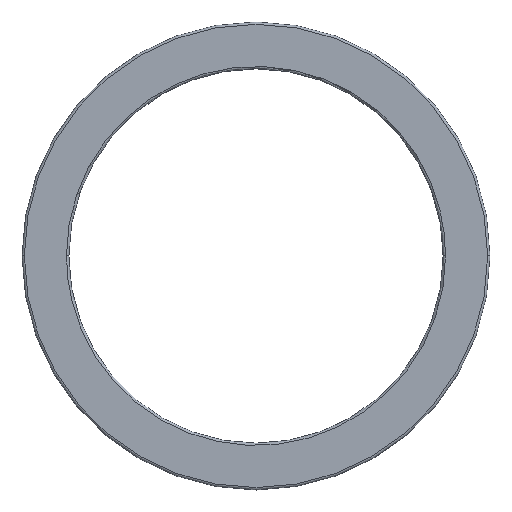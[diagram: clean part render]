
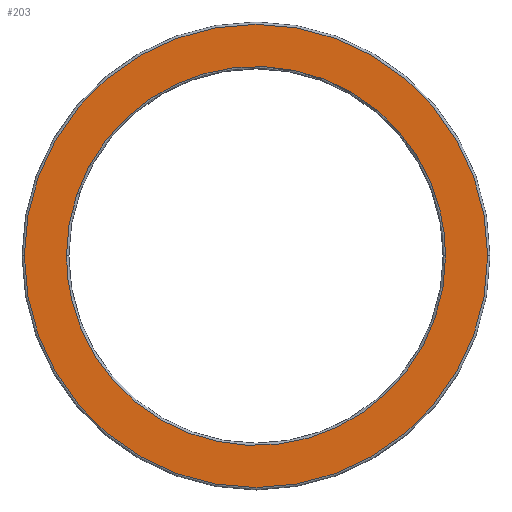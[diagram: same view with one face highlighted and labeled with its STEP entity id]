
A CAD part, top view. The second image highlights one B-rep face of the part: STEP entity #203.
In plain terms, the highlighted planar face has unit normal (0, 0, 1).
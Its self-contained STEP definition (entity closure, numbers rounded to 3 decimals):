
#54=AXIS2_PLACEMENT_3D('Circle Axis2P3D',#52,#53,$) ;
#123=AXIS2_PLACEMENT_3D('Circle Axis2P3D',#121,#122,$) ;
#137=AXIS2_PLACEMENT_3D('Plane Axis2P3D',#134,#135,#136) ;
#49=CARTESIAN_POINT('Vertex',(0.1,10.,2.)) ;
#52=CARTESIAN_POINT('Axis2P3D Location',(10.,10.,2.)) ;
#56=CARTESIAN_POINT('Vertex',(19.9,10.,2.)) ;
#121=CARTESIAN_POINT('Axis2P3D Location',(10.,10.,2.)) ;
#134=CARTESIAN_POINT('Axis2P3D Location',(10.,10.,2.)) ;
#144=CARTESIAN_POINT('Control Point',(18.1,10.,2.)) ;
#145=CARTESIAN_POINT('Control Point',(18.1,9.163,2.)) ;
#146=CARTESIAN_POINT('Control Point',(17.992,8.327,2.)) ;
#147=CARTESIAN_POINT('Control Point',(17.776,7.509,2.)) ;
#148=CARTESIAN_POINT('Control Point',(17.138,5.947,2.)) ;
#149=CARTESIAN_POINT('Control Point',(16.124,4.599,2.)) ;
#150=CARTESIAN_POINT('Control Point',(15.532,3.994,2.)) ;
#151=CARTESIAN_POINT('Control Point',(14.206,2.952,2.)) ;
#152=CARTESIAN_POINT('Control Point',(12.659,2.28,2.)) ;
#153=CARTESIAN_POINT('Control Point',(11.845,2.046,2.)) ;
#154=CARTESIAN_POINT('Control Point',(10.177,1.794,2.)) ;
#155=CARTESIAN_POINT('Control Point',(8.5,1.974,2.)) ;
#156=CARTESIAN_POINT('Control Point',(7.678,2.172,2.)) ;
#157=CARTESIAN_POINT('Control Point',(6.103,2.776,2.)) ;
#158=CARTESIAN_POINT('Control Point',(4.733,3.761,2.)) ;
#159=CARTESIAN_POINT('Control Point',(4.115,4.339,2.)) ;
#160=CARTESIAN_POINT('Control Point',(3.044,5.643,2.)) ;
#161=CARTESIAN_POINT('Control Point',(2.339,7.175,2.)) ;
#162=CARTESIAN_POINT('Control Point',(2.088,7.983,2.)) ;
#163=CARTESIAN_POINT('Control Point',(1.932,8.884,2.)) ;
#164=CARTESIAN_POINT('Control Point',(1.902,9.79,2.)) ;
#165=CARTESIAN_POINT('Control Point',(1.901,9.86,2.)) ;
#166=CARTESIAN_POINT('Control Point',(1.9,9.93,2.)) ;
#167=CARTESIAN_POINT('Control Point',(1.9,10.,2.)) ;
#168=CARTESIAN_POINT('Vertex',(18.1,10.,2.)) ;
#170=CARTESIAN_POINT('Vertex',(1.9,10.,2.)) ;
#174=CARTESIAN_POINT('Control Point',(1.9,10.,2.)) ;
#175=CARTESIAN_POINT('Control Point',(1.9,10.837,2.)) ;
#176=CARTESIAN_POINT('Control Point',(2.008,11.673,2.)) ;
#177=CARTESIAN_POINT('Control Point',(2.224,12.491,2.)) ;
#178=CARTESIAN_POINT('Control Point',(2.862,14.053,2.)) ;
#179=CARTESIAN_POINT('Control Point',(3.876,15.401,2.)) ;
#180=CARTESIAN_POINT('Control Point',(4.468,16.006,2.)) ;
#181=CARTESIAN_POINT('Control Point',(5.794,17.048,2.)) ;
#182=CARTESIAN_POINT('Control Point',(7.341,17.72,2.)) ;
#183=CARTESIAN_POINT('Control Point',(8.155,17.954,2.)) ;
#184=CARTESIAN_POINT('Control Point',(9.823,18.206,2.)) ;
#185=CARTESIAN_POINT('Control Point',(11.5,18.026,2.)) ;
#186=CARTESIAN_POINT('Control Point',(12.322,17.828,2.)) ;
#187=CARTESIAN_POINT('Control Point',(13.897,17.224,2.)) ;
#188=CARTESIAN_POINT('Control Point',(15.267,16.239,2.)) ;
#189=CARTESIAN_POINT('Control Point',(15.885,15.661,2.)) ;
#190=CARTESIAN_POINT('Control Point',(16.956,14.357,2.)) ;
#191=CARTESIAN_POINT('Control Point',(17.661,12.825,2.)) ;
#192=CARTESIAN_POINT('Control Point',(17.912,12.017,2.)) ;
#193=CARTESIAN_POINT('Control Point',(18.068,11.116,2.)) ;
#194=CARTESIAN_POINT('Control Point',(18.098,10.21,2.)) ;
#195=CARTESIAN_POINT('Control Point',(18.099,10.14,2.)) ;
#196=CARTESIAN_POINT('Control Point',(18.1,10.07,2.)) ;
#197=CARTESIAN_POINT('Control Point',(18.1,10.,2.)) ;
#53=DIRECTION('Axis2P3D Direction',(0.,0.,1.)) ;
#122=DIRECTION('Axis2P3D Direction',(0.,0.,1.)) ;
#135=DIRECTION('Axis2P3D Direction',(0.,0.,1.)) ;
#136=DIRECTION('Axis2P3D XDirection',(1.,0.,0.)) ;
#140=ORIENTED_EDGE('',*,*,#58,.T.) ;
#141=ORIENTED_EDGE('',*,*,#125,.T.) ;
#200=ORIENTED_EDGE('',*,*,#172,.T.) ;
#201=ORIENTED_EDGE('',*,*,#198,.T.) ;
#202=FACE_BOUND('',#199,.T.) ;
#203=ADVANCED_FACE('Verrundung1',(#142,#202),#138,.T.) ;
#143=B_SPLINE_CURVE_WITH_KNOTS('',5,(#144,#145,#146,#147,#148,#149,#150,#151,#152,#153,#154,#155,#156,#157,#158,#159,#160,#161,#162,#163,#164,#165,#166,#167),.UNSPECIFIED.,.F.,.U.,(6,3,3,3,3,3,3,6),(0.,5.931,11.863,17.794,23.726,29.657,35.589,36.085),.UNSPECIFIED.) ;
#173=B_SPLINE_CURVE_WITH_KNOTS('',5,(#174,#175,#176,#177,#178,#179,#180,#181,#182,#183,#184,#185,#186,#187,#188,#189,#190,#191,#192,#193,#194,#195,#196,#197),.UNSPECIFIED.,.F.,.U.,(6,3,3,3,3,3,3,6),(0.,5.931,11.863,17.794,23.726,29.657,35.589,36.085),.UNSPECIFIED.) ;
#55=CIRCLE('generated circle',#54,9.9) ;
#124=CIRCLE('generated circle',#123,9.9) ;
#58=EDGE_CURVE('',#57,#50,#55,.T.) ;
#125=EDGE_CURVE('',#50,#57,#124,.T.) ;
#172=EDGE_CURVE('',#169,#171,#143,.T.) ;
#198=EDGE_CURVE('',#171,#169,#173,.T.) ;
#139=EDGE_LOOP('',(#140,#141)) ;
#199=EDGE_LOOP('',(#200,#201)) ;
#142=FACE_OUTER_BOUND('',#139,.T.) ;
#138=PLANE('',#137) ;
#50=VERTEX_POINT('',#49) ;
#57=VERTEX_POINT('',#56) ;
#169=VERTEX_POINT('',#168) ;
#171=VERTEX_POINT('',#170) ;
